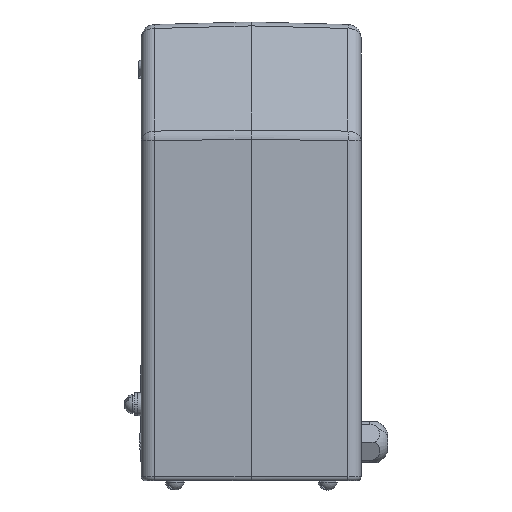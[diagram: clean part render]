
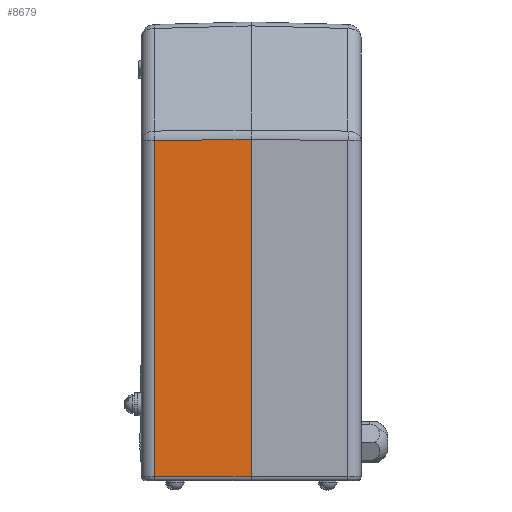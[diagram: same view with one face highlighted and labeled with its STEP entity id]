
A CAD part, left-side view. The second image highlights one B-rep face of the part: STEP entity #8679.
In plain terms, the highlighted planar face has unit normal (-1, 0.026, 0).
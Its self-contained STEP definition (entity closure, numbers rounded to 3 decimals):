
#116 = EDGE_LOOP ( 'NONE', ( #460, #485, #494, #451 ) ) ;
#451 = ORIENTED_EDGE ( 'NONE', *, *, #5278, .T. ) ;
#460 = ORIENTED_EDGE ( 'NONE', *, *, #5349, .T. ) ;
#485 = ORIENTED_EDGE ( 'NONE', *, *, #4588, .T. ) ;
#494 = ORIENTED_EDGE ( 'NONE', *, *, #5363, .T. ) ;
#689 = VECTOR ( 'NONE', #3939, 1000. ) ;
#692 = LINE ( 'NONE', #3907, #697 ) ;
#697 = VECTOR ( 'NONE', #3892, 1000. ) ;
#709 = LINE ( 'NONE', #3942, #689 ) ;
#1607 = VECTOR ( 'NONE', #8449, 1000. ) ;
#1643 = LINE ( 'NONE', #8456, #1607 ) ;
#1747 = LINE ( 'NONE', #3710, #1792 ) ;
#1792 = VECTOR ( 'NONE', #3700, 1000. ) ;
#2166 = CARTESIAN_POINT ( 'NONE',  ( -98.673, 50.683, -138. ) ) ;
#2186 = CARTESIAN_POINT ( 'NONE',  ( -100., 0., -138. ) ) ;
#2403 = CARTESIAN_POINT ( 'NONE',  ( -100., 0., 38.523 ) ) ;
#2439 = CARTESIAN_POINT ( 'NONE',  ( -98.673, 50.683, 37.973 ) ) ;
#2888 = CARTESIAN_POINT ( 'NONE',  ( -100., 0., 0. ) ) ;
#2891 = DIRECTION ( 'NONE',  ( -1., 0.026, 0. ) ) ;
#2899 = DIRECTION ( 'NONE',  ( -0.026, -1., 0. ) ) ;
#2909 = PLANE ( 'NONE',  #5093 ) ;
#3700 = DIRECTION ( 'NONE',  ( -0.026, -1., 0. ) ) ;
#3710 = CARTESIAN_POINT ( 'NONE',  ( -100., 0., -138. ) ) ;
#3892 = DIRECTION ( 'NONE',  ( 0., 0., 1. ) ) ;
#3907 = CARTESIAN_POINT ( 'NONE',  ( -100., 0., 0. ) ) ;
#3939 = DIRECTION ( 'NONE',  ( 0., 0., -1. ) ) ;
#3942 = CARTESIAN_POINT ( 'NONE',  ( -98.673, 50.683, 0. ) ) ;
#4588 = EDGE_CURVE ( 'NONE', #7922, #7937, #1643, .T. ) ;
#5093 = AXIS2_PLACEMENT_3D ( 'NONE', #2888, #2891, #2899 ) ;
#5278 = EDGE_CURVE ( 'NONE', #7677, #7666, #1747, .T. ) ;
#5349 = EDGE_CURVE ( 'NONE', #7666, #7922, #692, .T. ) ;
#5363 = EDGE_CURVE ( 'NONE', #7937, #7677, #709, .T. ) ;
#6797 = FACE_OUTER_BOUND ( 'NONE', #116, .T. ) ;
#7666 = VERTEX_POINT ( 'NONE', #2186 ) ;
#7677 = VERTEX_POINT ( 'NONE', #2166 ) ;
#7922 = VERTEX_POINT ( 'NONE', #2403 ) ;
#7937 = VERTEX_POINT ( 'NONE', #2439 ) ;
#8449 = DIRECTION ( 'NONE',  ( 0.026, 1., -0.011 ) ) ;
#8456 = CARTESIAN_POINT ( 'NONE',  ( -99.989, 0.418, 38.518 ) ) ;
#8679 = ADVANCED_FACE ( 'NONE', ( #6797 ), #2909, .T. ) ;
